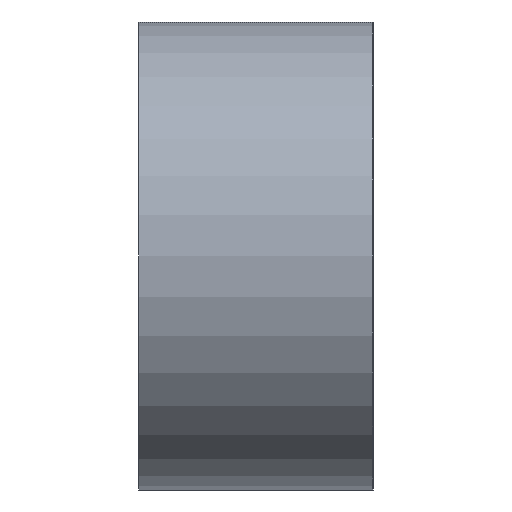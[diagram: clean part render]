
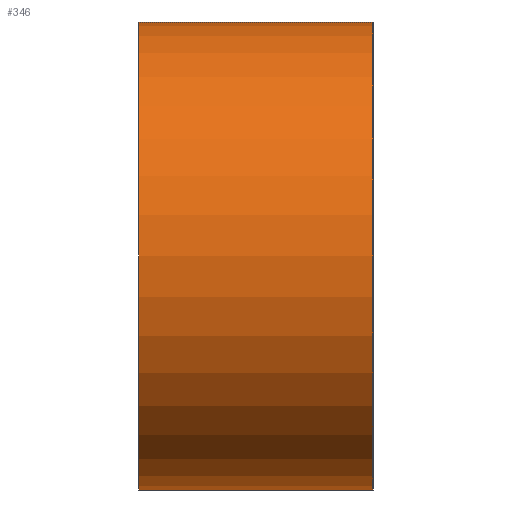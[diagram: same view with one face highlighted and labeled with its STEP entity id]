
A CAD part, left-side view. The second image highlights one B-rep face of the part: STEP entity #346.
In plain terms, the highlighted cylindrical face has radius 4 mm (diameter 8 mm), a partial arc.
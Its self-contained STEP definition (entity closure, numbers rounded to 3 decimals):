
#3 = CARTESIAN_POINT ( 'NONE',  ( -12., 4., -4. ) ) ;
#16 = CARTESIAN_POINT ( 'NONE',  ( -12., 4., 0. ) ) ;
#57 = CIRCLE ( 'NONE', #172, 4. ) ;
#64 = AXIS2_PLACEMENT_3D ( 'NONE', #16, #69, #191 ) ;
#65 = CARTESIAN_POINT ( 'NONE',  ( -12., 4., 4. ) ) ;
#69 = DIRECTION ( 'NONE',  ( 0., -1., 0. ) ) ;
#101 = CARTESIAN_POINT ( 'NONE',  ( -12., 4., 0. ) ) ;
#123 = DIRECTION ( 'NONE',  ( 0., -1., 0. ) ) ;
#124 = VERTEX_POINT ( 'NONE', #499 ) ;
#131 = VECTOR ( 'NONE', #123, 1000. ) ;
#141 = EDGE_CURVE ( 'NONE', #124, #285, #57, .T. ) ;
#152 = ORIENTED_EDGE ( 'NONE', *, *, #262, .F. ) ;
#156 = EDGE_CURVE ( 'NONE', #124, #166, #486, .T. ) ;
#166 = VERTEX_POINT ( 'NONE', #395 ) ;
#172 = AXIS2_PLACEMENT_3D ( 'NONE', #101, #316, #427 ) ;
#183 = CARTESIAN_POINT ( 'NONE',  ( -12., 0., 0. ) ) ;
#191 = DIRECTION ( 'NONE',  ( 0., 0., -1. ) ) ;
#192 = EDGE_CURVE ( 'NONE', #166, #406, #210, .T. ) ;
#194 = EDGE_LOOP ( 'NONE', ( #387, #152, #315, #520 ) ) ;
#208 = AXIS2_PLACEMENT_3D ( 'NONE', #183, #478, #355 ) ;
#210 = CIRCLE ( 'NONE', #208, 4. ) ;
#232 = CARTESIAN_POINT ( 'NONE',  ( -12., 4., 4. ) ) ;
#262 = EDGE_CURVE ( 'NONE', #285, #406, #286, .T. ) ;
#285 = VERTEX_POINT ( 'NONE', #232 ) ;
#286 = LINE ( 'NONE', #65, #338 ) ;
#314 = FACE_OUTER_BOUND ( 'NONE', #194, .T. ) ;
#315 = ORIENTED_EDGE ( 'NONE', *, *, #141, .F. ) ;
#316 = DIRECTION ( 'NONE',  ( 0., 1., 0. ) ) ;
#338 = VECTOR ( 'NONE', #518, 1000. ) ;
#346 = ADVANCED_FACE ( 'NONE', ( #314 ), #507, .T. ) ;
#355 = DIRECTION ( 'NONE',  ( 0., 0., 1. ) ) ;
#387 = ORIENTED_EDGE ( 'NONE', *, *, #192, .T. ) ;
#395 = CARTESIAN_POINT ( 'NONE',  ( -12., 0., -4. ) ) ;
#406 = VERTEX_POINT ( 'NONE', #447 ) ;
#427 = DIRECTION ( 'NONE',  ( 0., 0., 1. ) ) ;
#447 = CARTESIAN_POINT ( 'NONE',  ( -12., 0., 4. ) ) ;
#478 = DIRECTION ( 'NONE',  ( 0., 1., 0. ) ) ;
#486 = LINE ( 'NONE', #3, #131 ) ;
#499 = CARTESIAN_POINT ( 'NONE',  ( -12., 4., -4. ) ) ;
#507 = CYLINDRICAL_SURFACE ( 'NONE', #64, 4. ) ;
#518 = DIRECTION ( 'NONE',  ( 0., -1., 0. ) ) ;
#520 = ORIENTED_EDGE ( 'NONE', *, *, #156, .T. ) ;
